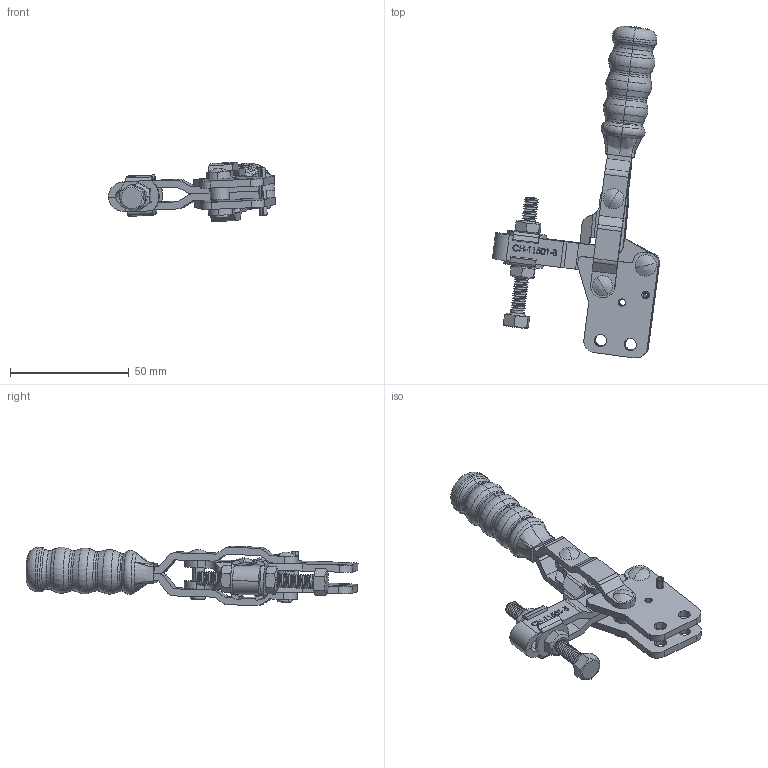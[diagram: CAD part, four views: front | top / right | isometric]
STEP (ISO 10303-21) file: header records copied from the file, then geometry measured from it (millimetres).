
FILE_DESCRIPTION (( 'STEP AP203' ), '1' );
FILE_NAME ('CH-11501-B.STEP', '2010-06-05T03:19:22', ( '微软用户' ), ( '微软中国' ), 'SwSTEP 2.0', 'SolidWorks 2008', '' );
FILE_SCHEMA (( 'CONFIG_CONTROL_DESIGN' ));
Length unit declared in the file: millimetre
Products named in the file (13): CH-11501-B-01 STRAIGHT BASE_默认; CH-11502-B-06_默认; CH-11502-B-07_默认; CH-FW-141_默认; CH-SA-065010 SPINDLE SUPPLIED_默认; CH-11501-B; CH-11502-B-03 HANDLE_默认; CH-11502-B-09_默认; CH-11501-B-02 U-BAR_默认; M6 Nut_默认; CH-11502-B-04 CONNECTING-PLATE_默认; CH-11502-B-05_默认; CH-11502-B-08_默认
Assembly tree (16 placements, depth 2):
  CH-11501-B
    M6 Nut_默认  x2
    CH-SA-065010 SPINDLE SUPPLIED_默认
    CH-11502-B-09_默认
    CH-11502-B-04 CONNECTING-PLATE_默认
    CH-11502-B-08_默认  x2
    CH-11502-B-03 HANDLE_默认
    CH-11502-B-06_默认
    CH-11502-B-07_默认  x2
    CH-FW-141_默认  x2
    CH-11501-B-02 U-BAR_默认
    CH-11502-B-05_默认
    CH-11501-B-01 STRAIGHT BASE_默认
Bounding box: 70.5 x 139.99 x 24.98 mm (x, y, z)
Volume: 34172.7 mm3; surface area: 29304 mm2
Topology: 20 solids, 20 shells, 795 faces, 2109 edges, 1367 vertices
Faces by surface type: plane 320, bspline 191, cylinder 174, cone 72, torus 38
Entity records: 35521 total; most frequent: CARTESIAN_POINT 17309, ORIENTED_EDGE 3778, DIRECTION 2932, EDGE_CURVE 1889, VERTEX_POINT 1237, LINE 1048, VECTOR 1048, AXIS2_PLACEMENT_3D 942
